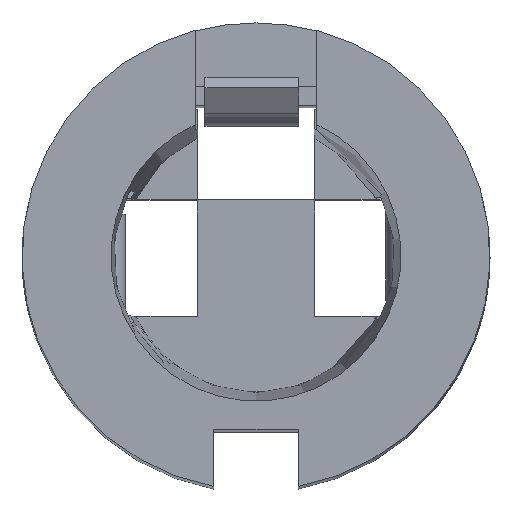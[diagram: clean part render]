
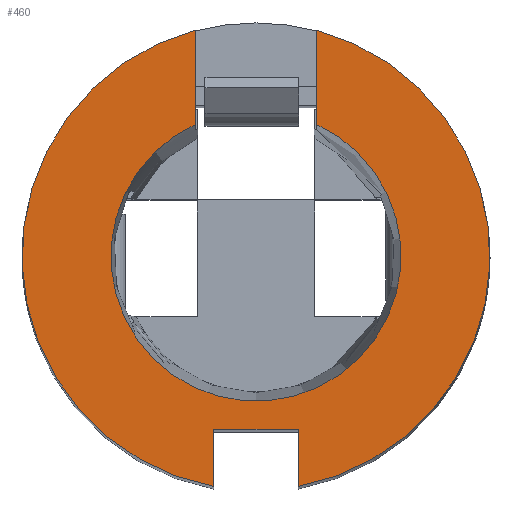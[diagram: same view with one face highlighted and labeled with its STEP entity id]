
A CAD part, top view. The second image highlights one B-rep face of the part: STEP entity #460.
In plain terms, the highlighted planar face has unit normal (0, 0, 1).
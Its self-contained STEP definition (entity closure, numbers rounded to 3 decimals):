
#460=ADVANCED_FACE('',(#2245),#2247,.T.);
#2245=FACE_BOUND('',#2246,.T.);
#2246=EDGE_LOOP('',(#3698,#3699,#3700,#3701,#3702,#3703,#3704,#3705));
#2247=PLANE('',#2248);
#2248=AXIS2_PLACEMENT_3D('',#2249,#2250,#2251);
#2249=CARTESIAN_POINT('',(0.,0.,34.));
#2250=DIRECTION('',(0.,0.,1.));
#2251=DIRECTION('',(-1.,0.,0.));
#3698=ORIENTED_EDGE('',*,*,#4826,.T.);
#3699=ORIENTED_EDGE('',*,*,#4828,.T.);
#3700=ORIENTED_EDGE('',*,*,#4829,.T.);
#3701=ORIENTED_EDGE('',*,*,#4741,.T.);
#3702=ORIENTED_EDGE('',*,*,#4830,.T.);
#3703=ORIENTED_EDGE('',*,*,#4831,.T.);
#3704=ORIENTED_EDGE('',*,*,#4832,.T.);
#3705=ORIENTED_EDGE('',*,*,#4737,.T.);
#4737=EDGE_CURVE('',#5335,#5333,#5336,.T.);
#4741=EDGE_CURVE('',#5343,#5341,#5344,.T.);
#4826=EDGE_CURVE('',#5333,#5491,#5493,.F.);
#4828=EDGE_CURVE('',#5491,#5495,#5496,.F.);
#4829=EDGE_CURVE('',#5495,#5343,#5497,.F.);
#4830=EDGE_CURVE('',#5341,#5498,#5499,.F.);
#4831=EDGE_CURVE('',#5498,#5500,#5501,.F.);
#4832=EDGE_CURVE('',#5500,#5335,#5502,.F.);
#5333=VERTEX_POINT('',#6326);
#5335=VERTEX_POINT('',#6330);
#5336=CIRCLE('',#6331,5.);
#5341=VERTEX_POINT('',#6344);
#5343=VERTEX_POINT('',#6348);
#5344=CIRCLE('',#6349,5.);
#5491=VERTEX_POINT('',#6692);
#5493=LINE('',#6701,#6702);
#5495=VERTEX_POINT('',#6707);
#5496=CIRCLE('',#6708,3.1);
#5497=LINE('',#6712,#6713);
#5498=VERTEX_POINT('',#6715);
#5499=LINE('',#6716,#6717);
#5500=VERTEX_POINT('',#6719);
#5501=LINE('',#6720,#6721);
#5502=LINE('',#6723,#6724);
#6326=CARTESIAN_POINT('',(1.3,4.828,34.));
#6330=CARTESIAN_POINT('',(0.9,-4.918,34.));
#6331=AXIS2_PLACEMENT_3D('',#6332,#6333,#6334);
#6332=CARTESIAN_POINT('',(0.,0.,34.));
#6333=DIRECTION('',(0.,0.,1.));
#6334=DIRECTION('',(0.18,-0.984,0.));
#6344=CARTESIAN_POINT('',(-0.9,-4.918,34.));
#6348=CARTESIAN_POINT('',(-1.3,4.828,34.));
#6349=AXIS2_PLACEMENT_3D('',#6350,#6351,#6352);
#6350=CARTESIAN_POINT('',(0.,0.,34.));
#6351=DIRECTION('',(0.,0.,1.));
#6352=DIRECTION('',(-0.26,0.966,0.));
#6692=CARTESIAN_POINT('',(1.3,2.814,34.));
#6701=CARTESIAN_POINT('',(1.3,2.814,34.));
#6702=VECTOR('',#6703,1.);
#6703=DIRECTION('',(0.,1.,0.));
#6707=CARTESIAN_POINT('',(-1.3,2.814,34.));
#6708=AXIS2_PLACEMENT_3D('',#6709,#6710,#6711);
#6709=CARTESIAN_POINT('',(0.,0.,34.));
#6710=DIRECTION('',(0.,0.,1.));
#6711=DIRECTION('',(-0.419,0.908,0.));
#6712=CARTESIAN_POINT('',(-1.3,4.828,34.));
#6713=VECTOR('',#6714,1.);
#6714=DIRECTION('',(0.,-1.,0.));
#6715=CARTESIAN_POINT('',(-0.9,-3.7,34.));
#6716=CARTESIAN_POINT('',(-0.9,-3.7,34.));
#6717=VECTOR('',#6718,1.);
#6718=DIRECTION('',(0.,-1.,0.));
#6719=CARTESIAN_POINT('',(0.9,-3.7,34.));
#6720=CARTESIAN_POINT('',(0.9,-3.7,34.));
#6721=VECTOR('',#6722,1.);
#6722=DIRECTION('',(-1.,0.,0.));
#6723=CARTESIAN_POINT('',(0.9,-4.918,34.));
#6724=VECTOR('',#6725,1.);
#6725=DIRECTION('',(0.,1.,0.));
